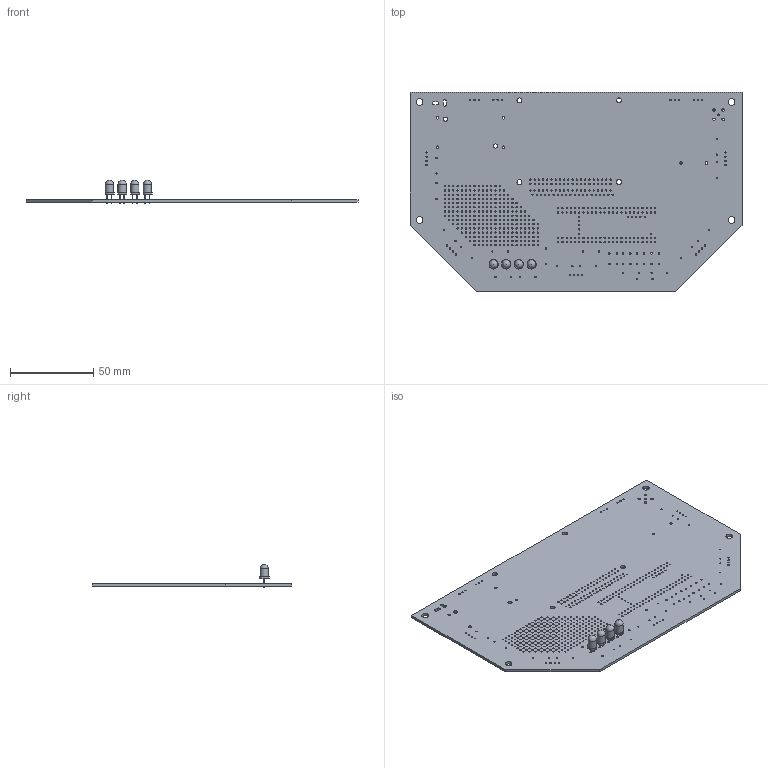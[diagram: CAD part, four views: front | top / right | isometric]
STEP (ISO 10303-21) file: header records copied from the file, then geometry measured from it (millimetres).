
FILE_DESCRIPTION(('KiCad electronic assembly'),'2;1');
FILE_NAME('gpsv1.3.step','2022-02-09T00:33:54',('An Author'),( 'A Company'),'Open CASCADE STEP processor 6.9', 'KiCad to STEP converter','Unknown');
FILE_SCHEMA(('AUTOMOTIVE_DESIGN { 1 0 10303 214 1 1 1 1 }'));
Length unit declared in the file: millimetre
Products named in the file (4): Open CASCADE STEP translator 6.9 1; LED_D5.0mm_Clear; SOLID; COMPOUND
Assembly tree (6 placements, depth 3):
  Open CASCADE STEP translator 6.9 1
    LED_D5.0mm_Clear  x4
      SOLID
    COMPOUND
Bounding box: 200 x 120 x 14.1 mm (x, y, z)
Volume: 35861.2 mm3; surface area: 48144.6 mm2
Topology: 5 solids, 5 shells, 658 faces, 1916 edges, 1276 vertices
Faces by surface type: cylinder 586, plane 68, sphere 4
Full cylindrical faces by diameter (mm): 0.762 x527, 0.9 x24, 1 x1, 1.5 x8, 2.5 x2, 3 x4, 4 x4, 4.9 x4
Entity records: 47283 total; most frequent: DIRECTION 7819, CARTESIAN_POINT 7362, ORIENTED_EDGE 3620, PCURVE 3620, DEFINITIONAL_REPRESENTATION 3620, LINE 3106, VECTOR 3106, CIRCLE 2318
